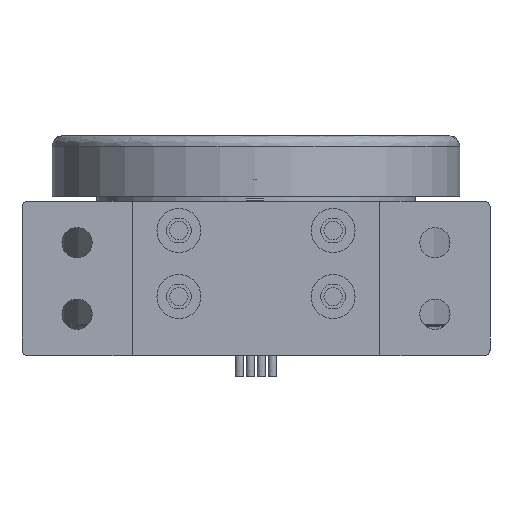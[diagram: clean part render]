
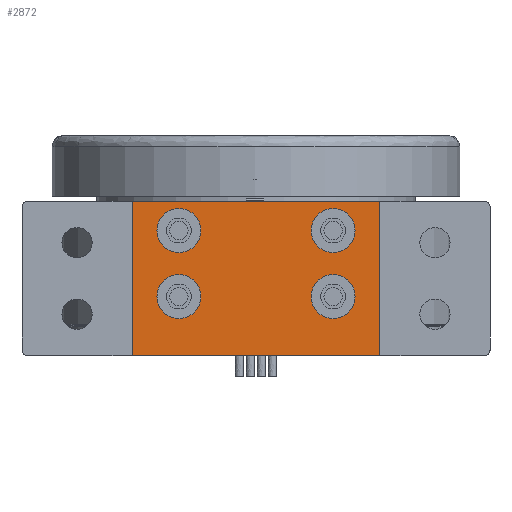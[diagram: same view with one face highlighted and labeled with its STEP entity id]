
A CAD part, front view. The second image highlights one B-rep face of the part: STEP entity #2872.
In plain terms, the highlighted planar face has unit normal (0, -1, 0).
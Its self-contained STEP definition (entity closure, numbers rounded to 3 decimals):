
#22 = EDGE_CURVE ( 'NONE', #6807, #7000, #7121, .T. ) ;
#211 = CARTESIAN_POINT ( 'NONE',  ( -14., -9., 22.75 ) ) ;
#235 = CIRCLE ( 'NONE', #10630, 4. ) ;
#265 = CARTESIAN_POINT ( 'NONE',  ( -42.5, -9., 28.05 ) ) ;
#340 = VERTEX_POINT ( 'NONE', #1351 ) ;
#606 = EDGE_CURVE ( 'NONE', #666, #666, #11552, .T. ) ;
#666 = VERTEX_POINT ( 'NONE', #7258 ) ;
#670 = ORIENTED_EDGE ( 'NONE', *, *, #1435, .F. ) ;
#949 = EDGE_CURVE ( 'NONE', #2103, #7000, #9790, .T. ) ;
#980 = EDGE_LOOP ( 'NONE', ( #10661 ) ) ;
#1351 = CARTESIAN_POINT ( 'NONE',  ( 14., -9., 6.75 ) ) ;
#1435 = EDGE_CURVE ( 'NONE', #2103, #11614, #1447, .T. ) ;
#1447 = LINE ( 'NONE', #9210, #5776 ) ;
#1722 = VERTEX_POINT ( 'NONE', #12135 ) ;
#1892 = EDGE_LOOP ( 'NONE', ( #10808 ) ) ;
#2103 = VERTEX_POINT ( 'NONE', #10607 ) ;
#2212 = EDGE_LOOP ( 'NONE', ( #6420, #11418, #9212, #670 ) ) ;
#2628 = CARTESIAN_POINT ( 'NONE',  ( -42.5, -9., 0.05 ) ) ;
#2872 = ADVANCED_FACE ( 'NONE', ( #11574, #4934, #11701, #4125, #6812 ), #3930, .F. ) ;
#3170 = DIRECTION ( 'NONE',  ( 0., -1., 0. ) ) ;
#3178 = CIRCLE ( 'NONE', #11978, 4. ) ;
#3452 = DIRECTION ( 'NONE',  ( 0., 0., -1. ) ) ;
#3563 = DIRECTION ( 'NONE',  ( 1., 0., 0. ) ) ;
#3738 = CARTESIAN_POINT ( 'NONE',  ( -22.5, -9., 28.05 ) ) ;
#3930 = PLANE ( 'NONE',  #6597 ) ;
#4125 = FACE_BOUND ( 'NONE', #1892, .T. ) ;
#4597 = ORIENTED_EDGE ( 'NONE', *, *, #11627, .F. ) ;
#4934 = FACE_BOUND ( 'NONE', #6309, .T. ) ;
#5008 = DIRECTION ( 'NONE',  ( 0., 1., 0. ) ) ;
#5175 = DIRECTION ( 'NONE',  ( 0., 0., -1. ) ) ;
#5288 = DIRECTION ( 'NONE',  ( -1., 0., 0. ) ) ;
#5314 = CARTESIAN_POINT ( 'NONE',  ( -22.5, -9., 14.05 ) ) ;
#5378 = CIRCLE ( 'NONE', #9799, 4. ) ;
#5776 = VECTOR ( 'NONE', #10963, 1000. ) ;
#5878 = CARTESIAN_POINT ( 'NONE',  ( 0., -9., 14.05 ) ) ;
#6309 = EDGE_LOOP ( 'NONE', ( #4597 ) ) ;
#6420 = ORIENTED_EDGE ( 'NONE', *, *, #949, .T. ) ;
#6559 = VECTOR ( 'NONE', #5288, 1000. ) ;
#6597 = AXIS2_PLACEMENT_3D ( 'NONE', #5878, #5008, #10628 ) ;
#6807 = VERTEX_POINT ( 'NONE', #6822 ) ;
#6812 = FACE_BOUND ( 'NONE', #8457, .T. ) ;
#6822 = CARTESIAN_POINT ( 'NONE',  ( -22.5, -9., 0.05 ) ) ;
#7000 = VERTEX_POINT ( 'NONE', #3738 ) ;
#7121 = LINE ( 'NONE', #5314, #11539 ) ;
#7136 = CARTESIAN_POINT ( 'NONE',  ( 14., -9., 10.75 ) ) ;
#7172 = VECTOR ( 'NONE', #3563, 1000. ) ;
#7258 = CARTESIAN_POINT ( 'NONE',  ( 14., -9., 18.75 ) ) ;
#7383 = CARTESIAN_POINT ( 'NONE',  ( 22.5, -9., 0.05 ) ) ;
#7660 = EDGE_CURVE ( 'NONE', #1722, #1722, #235, .T. ) ;
#7755 = AXIS2_PLACEMENT_3D ( 'NONE', #10806, #3170, #5175 ) ;
#7984 = DIRECTION ( 'NONE',  ( 0., 0., -1. ) ) ;
#8178 = VERTEX_POINT ( 'NONE', #11819 ) ;
#8457 = EDGE_LOOP ( 'NONE', ( #9727 ) ) ;
#9010 = DIRECTION ( 'NONE',  ( 0., 0., 1. ) ) ;
#9052 = DIRECTION ( 'NONE',  ( 0., -1., 0. ) ) ;
#9210 = CARTESIAN_POINT ( 'NONE',  ( 22.5, -9., 14.05 ) ) ;
#9212 = ORIENTED_EDGE ( 'NONE', *, *, #11593, .T. ) ;
#9448 = DIRECTION ( 'NONE',  ( 0., 0., -1. ) ) ;
#9506 = CARTESIAN_POINT ( 'NONE',  ( -14., -9., 10.75 ) ) ;
#9727 = ORIENTED_EDGE ( 'NONE', *, *, #11687, .F. ) ;
#9790 = LINE ( 'NONE', #265, #6559 ) ;
#9799 = AXIS2_PLACEMENT_3D ( 'NONE', #9506, #11390, #9448 ) ;
#10607 = CARTESIAN_POINT ( 'NONE',  ( 22.5, -9., 28.05 ) ) ;
#10628 = DIRECTION ( 'NONE',  ( 0., 0., 1. ) ) ;
#10630 = AXIS2_PLACEMENT_3D ( 'NONE', #211, #9052, #7984 ) ;
#10661 = ORIENTED_EDGE ( 'NONE', *, *, #606, .F. ) ;
#10806 = CARTESIAN_POINT ( 'NONE',  ( 14., -9., 22.75 ) ) ;
#10808 = ORIENTED_EDGE ( 'NONE', *, *, #7660, .F. ) ;
#10962 = DIRECTION ( 'NONE',  ( 0., -1., 0. ) ) ;
#10963 = DIRECTION ( 'NONE',  ( 0., 0., -1. ) ) ;
#11138 = LINE ( 'NONE', #2628, #7172 ) ;
#11390 = DIRECTION ( 'NONE',  ( 0., -1., 0. ) ) ;
#11418 = ORIENTED_EDGE ( 'NONE', *, *, #22, .F. ) ;
#11539 = VECTOR ( 'NONE', #9010, 1000. ) ;
#11552 = CIRCLE ( 'NONE', #7755, 4. ) ;
#11574 = FACE_OUTER_BOUND ( 'NONE', #2212, .T. ) ;
#11593 = EDGE_CURVE ( 'NONE', #6807, #11614, #11138, .T. ) ;
#11614 = VERTEX_POINT ( 'NONE', #7383 ) ;
#11627 = EDGE_CURVE ( 'NONE', #340, #340, #3178, .T. ) ;
#11687 = EDGE_CURVE ( 'NONE', #8178, #8178, #5378, .T. ) ;
#11701 = FACE_BOUND ( 'NONE', #980, .T. ) ;
#11819 = CARTESIAN_POINT ( 'NONE',  ( -14., -9., 6.75 ) ) ;
#11978 = AXIS2_PLACEMENT_3D ( 'NONE', #7136, #10962, #3452 ) ;
#12135 = CARTESIAN_POINT ( 'NONE',  ( -14., -9., 18.75 ) ) ;
